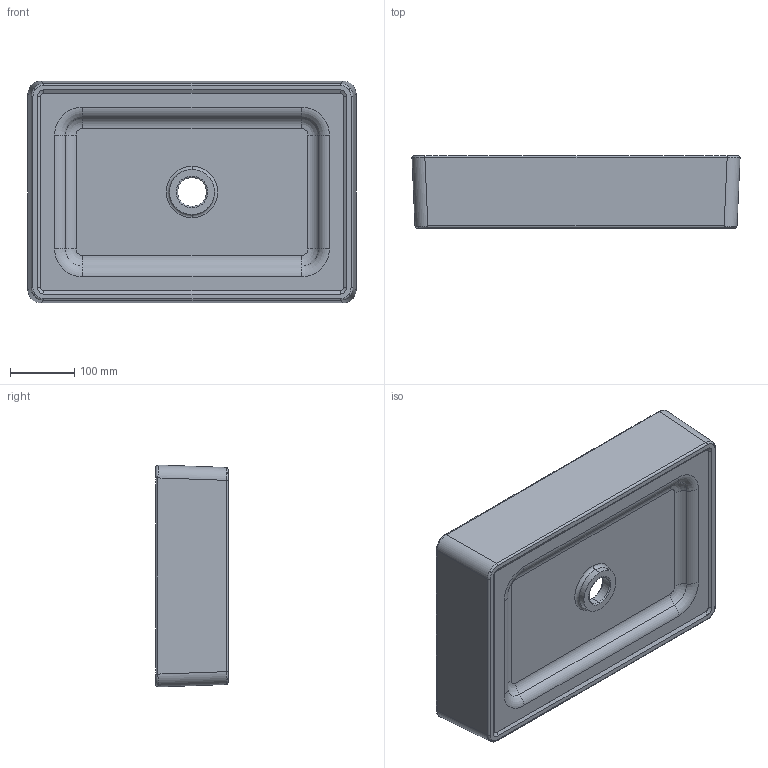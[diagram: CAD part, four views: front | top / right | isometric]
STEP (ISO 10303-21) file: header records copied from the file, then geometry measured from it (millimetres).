
FILE_DESCRIPTION (( 'STEP AP214' ), '1' );
FILE_NAME ('SI050SCB.2_STEP_V11223.STEP', '2023-12-13T11:56:30', ( '' ), ( '' ), 'SwSTEP 2.0', 'SolidWorks 2019', '' );
FILE_SCHEMA (( 'AUTOMOTIVE_DESIGN' ));
Length unit declared in the file: millimetre
Products named in the file (1): SI050SCB.2_STEP_V11223
Bounding box: 509.72 x 112 x 344.78 mm (x, y, z)
Volume: 3841674.8 mm3; surface area: 646073.1 mm2
Topology: 1 solids, 1 shells, 93 faces, 220 edges, 128 vertices
Faces by surface type: bspline 38, cylinder 20, plane 17, torus 16, cone 2
Entity records: 12416 total; most frequent: CARTESIAN_POINT 10574, ORIENTED_EDGE 432, DIRECTION 298, EDGE_CURVE 216, VERTEX_POINT 128, AXIS2_PLACEMENT_3D 122, EDGE_LOOP 98, ADVANCED_FACE 93
